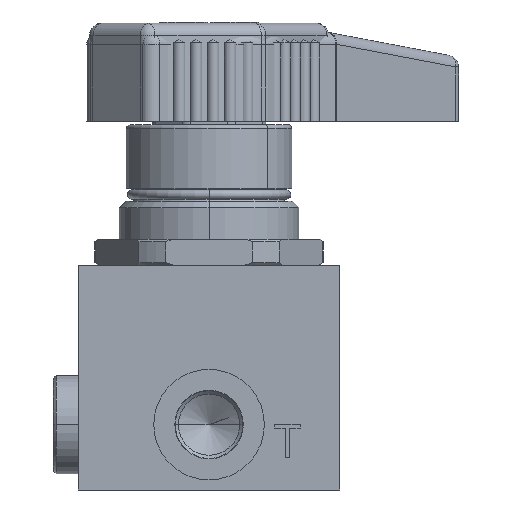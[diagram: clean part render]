
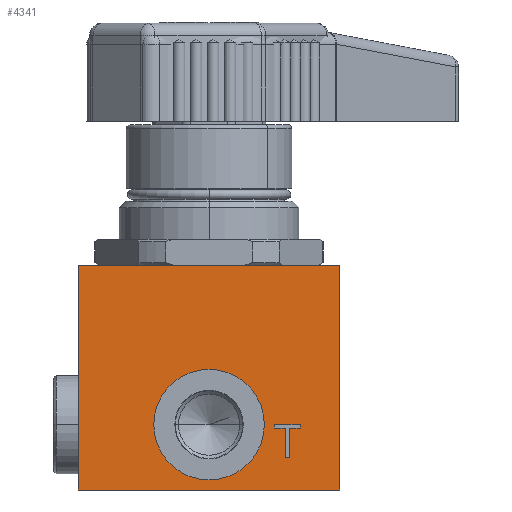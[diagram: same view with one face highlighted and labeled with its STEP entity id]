
A CAD part, front view. The second image highlights one B-rep face of the part: STEP entity #4341.
In plain terms, the highlighted planar face has unit normal (0, -1, 0).
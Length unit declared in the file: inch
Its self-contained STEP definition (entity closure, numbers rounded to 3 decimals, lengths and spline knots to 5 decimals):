
#229=DIRECTION('',(1.,0.,0.));
#230=VECTOR('',#229,2.);
#231=CARTESIAN_POINT('',(-2.,0.,1.72));
#232=LINE('',#231,#230);
#861=CARTESIAN_POINT('',(-1.,0.,0.5));
#862=DIRECTION('',(0.,-1.,0.));
#863=DIRECTION('',(-1.,0.,0.));
#864=AXIS2_PLACEMENT_3D('',#861,#862,#863);
#866=CARTESIAN_POINT('',(-1.,0.,0.5));
#867=DIRECTION('',(0.,-1.,0.));
#868=DIRECTION('',(1.,0.,0.));
#869=AXIS2_PLACEMENT_3D('',#866,#867,#868);
#871=DIRECTION('',(0.,0.,1.));
#872=VECTOR('',#871,1.72);
#873=CARTESIAN_POINT('',(-2.,0.,0.));
#874=LINE('',#873,#872);
#875=DIRECTION('',(0.,0.,-1.));
#876=VECTOR('',#875,1.72);
#877=CARTESIAN_POINT('',(0.,0.,1.72));
#878=LINE('',#877,#876);
#879=DIRECTION('',(-1.,0.,0.));
#880=VECTOR('',#879,0.19792);
#881=CARTESIAN_POINT('',(-0.30208,0.,0.5));
#882=LINE('',#881,#880);
#883=DIRECTION('',(0.,0.,-1.));
#884=VECTOR('',#883,0.0266);
#885=CARTESIAN_POINT('',(-0.5,0.,0.5));
#886=LINE('',#885,#884);
#887=DIRECTION('',(1.,0.,0.));
#888=VECTOR('',#887,0.08333);
#889=CARTESIAN_POINT('',(-0.5,0.,0.4734));
#890=LINE('',#889,#888);
#891=DIRECTION('',(0.,0.,-1.));
#892=VECTOR('',#891,0.2234);
#893=CARTESIAN_POINT('',(-0.41667,0.,0.4734));
#894=LINE('',#893,#892);
#895=DIRECTION('',(1.,0.,0.));
#896=VECTOR('',#895,0.03125);
#897=CARTESIAN_POINT('',(-0.41667,0.,0.25));
#898=LINE('',#897,#896);
#899=DIRECTION('',(0.,0.,1.));
#900=VECTOR('',#899,0.2234);
#901=CARTESIAN_POINT('',(-0.38542,0.,0.25));
#902=LINE('',#901,#900);
#903=DIRECTION('',(1.,0.,0.));
#904=VECTOR('',#903,0.08333);
#905=CARTESIAN_POINT('',(-0.38542,0.,0.4734));
#906=LINE('',#905,#904);
#907=DIRECTION('',(0.,0.,1.));
#908=VECTOR('',#907,0.0266);
#909=CARTESIAN_POINT('',(-0.30208,0.,0.4734));
#910=LINE('',#909,#908);
#995=DIRECTION('',(1.,0.,0.));
#996=VECTOR('',#995,2.);
#997=CARTESIAN_POINT('',(-2.,0.,0.));
#998=LINE('',#997,#996);
#2567=CARTESIAN_POINT('',(0.,0.,0.));
#2569=VERTEX_POINT('',#2567);
#2573=CARTESIAN_POINT('',(-2.,0.,0.));
#2574=VERTEX_POINT('',#2573);
#2631=CARTESIAN_POINT('',(-1.423,0.,0.5));
#2632=VERTEX_POINT('',#2631);
#2633=CARTESIAN_POINT('',(-0.577,0.,0.5));
#2634=VERTEX_POINT('',#2633);
#2730=CARTESIAN_POINT('',(-2.,0.,1.72));
#2732=VERTEX_POINT('',#2730);
#2733=CARTESIAN_POINT('',(0.,0.,1.72));
#2734=VERTEX_POINT('',#2733);
#3317=CARTESIAN_POINT('',(-0.30208,0.,0.5));
#3318=CARTESIAN_POINT('',(-0.5,0.,0.5));
#3319=VERTEX_POINT('',#3317);
#3320=VERTEX_POINT('',#3318);
#3321=CARTESIAN_POINT('',(-0.5,0.,0.4734));
#3322=VERTEX_POINT('',#3321);
#3323=CARTESIAN_POINT('',(-0.41667,0.,0.4734));
#3324=VERTEX_POINT('',#3323);
#3325=CARTESIAN_POINT('',(-0.41667,0.,0.25));
#3326=VERTEX_POINT('',#3325);
#3327=CARTESIAN_POINT('',(-0.38542,0.,0.25));
#3328=VERTEX_POINT('',#3327);
#3329=CARTESIAN_POINT('',(-0.38542,0.,0.4734));
#3330=VERTEX_POINT('',#3329);
#3331=CARTESIAN_POINT('',(-0.30208,0.,0.4734));
#3332=VERTEX_POINT('',#3331);
#4305=CARTESIAN_POINT('',(-2.,0.,0.));
#4306=DIRECTION('',(0.,-1.,0.));
#4307=DIRECTION('',(1.,0.,0.));
#4308=AXIS2_PLACEMENT_3D('',#4305,#4306,#4307);
#4309=PLANE('',#4308);
#4310=ORIENTED_EDGE('',*,*,#3974,.T.);
#4311=ORIENTED_EDGE('',*,*,#3572,.T.);
#4312=ORIENTED_EDGE('',*,*,#3360,.T.);
#4314=ORIENTED_EDGE('',*,*,#4313,.F.);
#4315=EDGE_LOOP('',(#4310,#4311,#4312,#4314));
#4316=FACE_OUTER_BOUND('',#4315,.F.);
#4318=ORIENTED_EDGE('',*,*,#4317,.T.);
#4320=ORIENTED_EDGE('',*,*,#4319,.T.);
#4321=EDGE_LOOP('',(#4318,#4320));
#4322=FACE_BOUND('',#4321,.F.);
#4324=ORIENTED_EDGE('',*,*,#4323,.T.);
#4326=ORIENTED_EDGE('',*,*,#4325,.T.);
#4328=ORIENTED_EDGE('',*,*,#4327,.T.);
#4330=ORIENTED_EDGE('',*,*,#4329,.T.);
#4332=ORIENTED_EDGE('',*,*,#4331,.T.);
#4334=ORIENTED_EDGE('',*,*,#4333,.T.);
#4336=ORIENTED_EDGE('',*,*,#4335,.T.);
#4338=ORIENTED_EDGE('',*,*,#4337,.T.);
#4339=EDGE_LOOP('',(#4324,#4326,#4328,#4330,#4332,#4334,#4336,#4338));
#4340=FACE_BOUND('',#4339,.F.);
#865=CIRCLE('',#864,0.423);
#870=CIRCLE('',#869,0.423);
#3360=EDGE_CURVE('',#2734,#2569,#878,.T.);
#3572=EDGE_CURVE('',#2732,#2734,#232,.T.);
#3974=EDGE_CURVE('',#2574,#2732,#874,.T.);
#4313=EDGE_CURVE('',#2574,#2569,#998,.T.);
#4317=EDGE_CURVE('',#2632,#2634,#865,.T.);
#4319=EDGE_CURVE('',#2634,#2632,#870,.T.);
#4323=EDGE_CURVE('',#3319,#3320,#882,.T.);
#4325=EDGE_CURVE('',#3320,#3322,#886,.T.);
#4327=EDGE_CURVE('',#3322,#3324,#890,.T.);
#4329=EDGE_CURVE('',#3324,#3326,#894,.T.);
#4331=EDGE_CURVE('',#3326,#3328,#898,.T.);
#4333=EDGE_CURVE('',#3328,#3330,#902,.T.);
#4335=EDGE_CURVE('',#3330,#3332,#906,.T.);
#4337=EDGE_CURVE('',#3332,#3319,#910,.T.);
#4341=ADVANCED_FACE('',(#4316,#4322,#4340),#4309,.T.);
